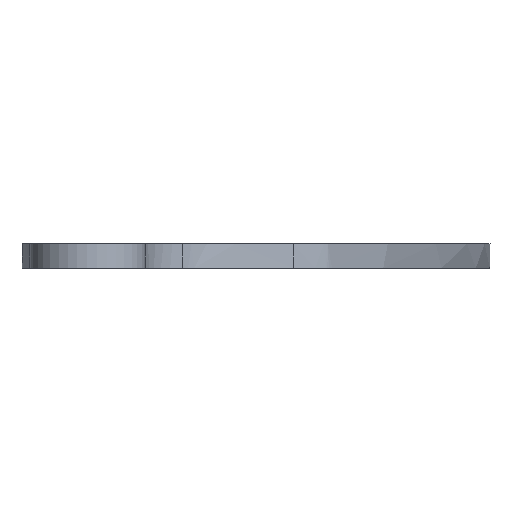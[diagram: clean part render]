
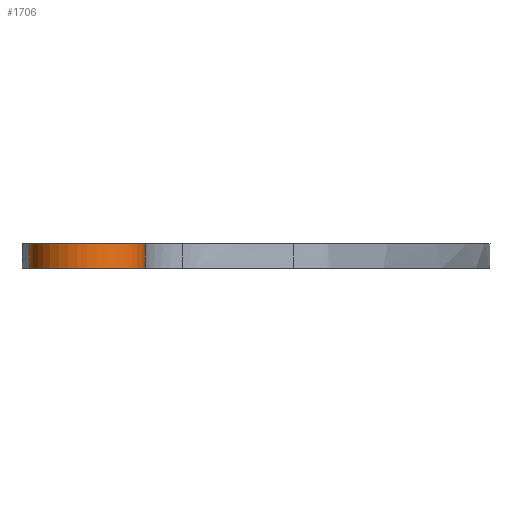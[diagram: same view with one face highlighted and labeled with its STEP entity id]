
A CAD part, left-side view. The second image highlights one B-rep face of the part: STEP entity #1706.
In plain terms, the highlighted cylindrical face has radius 15 mm (diameter 30 mm), a partial arc.
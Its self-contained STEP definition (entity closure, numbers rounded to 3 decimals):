
#17=CYLINDRICAL_SURFACE('',#1822,15.);
#52=CIRCLE('',#1779,15.);
#70=CIRCLE('',#1805,15.);
#193=LINE('',#10824,#295);
#211=LINE('',#15826,#313);
#295=VECTOR('',#1947,10.);
#313=VECTOR('',#2005,10.);
#424=FACE_OUTER_BOUND('',#531,.T.);
#531=EDGE_LOOP('',(#1444,#1445,#1446,#1447));
#710=VERTEX_POINT('',#4435);
#711=VERTEX_POINT('',#4466);
#798=VERTEX_POINT('',#10743);
#802=VERTEX_POINT('',#12875);
#896=EDGE_CURVE('',#710,#711,#52,.T.);
#1004=EDGE_CURVE('',#711,#798,#193,.T.);
#1009=EDGE_CURVE('',#798,#802,#70,.T.);
#1072=EDGE_CURVE('',#710,#802,#211,.T.);
#1444=ORIENTED_EDGE('',*,*,#1004,.F.);
#1445=ORIENTED_EDGE('',*,*,#896,.F.);
#1446=ORIENTED_EDGE('',*,*,#1072,.T.);
#1447=ORIENTED_EDGE('',*,*,#1009,.F.);
#1706=ADVANCED_FACE('',(#424),#17,.T.);
#1779=AXIS2_PLACEMENT_3D('',#4467,#1872,#1873);
#1805=AXIS2_PLACEMENT_3D('',#12876,#1952,#1953);
#1822=AXIS2_PLACEMENT_3D('',#15825,#2003,#2004);
#1872=DIRECTION('center_axis',(0.,0.,1.));
#1873=DIRECTION('ref_axis',(0.332,0.943,0.));
#1947=DIRECTION('',(0.,0.,-1.));
#1952=DIRECTION('center_axis',(0.,0.,-1.));
#1953=DIRECTION('ref_axis',(0.332,0.943,0.));
#2003=DIRECTION('center_axis',(0.,0.,-1.));
#2004=DIRECTION('ref_axis',(-0.985,0.174,0.));
#2005=DIRECTION('',(0.,0.,-1.));
#4435=CARTESIAN_POINT('',(34.985,132.747,6.3));
#4466=CARTESIAN_POINT('',(29.832,103.601,6.3));
#4467=CARTESIAN_POINT('Origin',(30.,118.6,6.3));
#10743=CARTESIAN_POINT('',(29.832,103.601,0.));
#10824=CARTESIAN_POINT('',(29.832,103.601,6.3));
#12875=CARTESIAN_POINT('',(34.985,132.747,0.));
#12876=CARTESIAN_POINT('Origin',(30.,118.6,0.));
#15825=CARTESIAN_POINT('Origin',(30.,118.6,6.3));
#15826=CARTESIAN_POINT('',(34.985,132.747,6.3));
